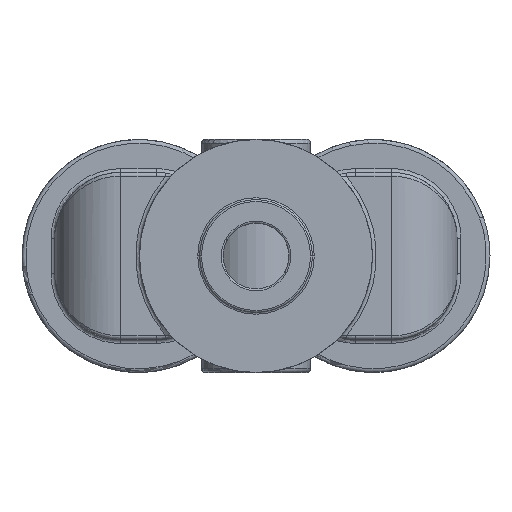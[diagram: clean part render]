
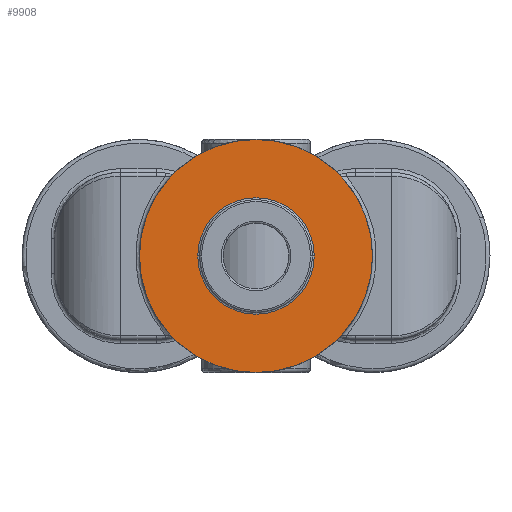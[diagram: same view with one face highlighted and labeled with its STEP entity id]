
A CAD part, front view. The second image highlights one B-rep face of the part: STEP entity #9908.
In plain terms, the highlighted planar face has unit normal (0, -1, 0).
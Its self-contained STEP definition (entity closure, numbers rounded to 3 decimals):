
#52=CARTESIAN_POINT('Axis2P3D Location',(0.,8.,0.)) ;
#9801=CARTESIAN_POINT('Vertex',(6.2,8.,0.)) ;
#9808=CARTESIAN_POINT('Vertex',(-6.2,8.,0.)) ;
#9811=CARTESIAN_POINT('Axis2P3D Location',(0.,8.,0.)) ;
#9834=CARTESIAN_POINT('Axis2P3D Location',(0.,8.,0.)) ;
#9890=CARTESIAN_POINT('Axis2P3D Location',(0.,8.,0.)) ;
#9894=CARTESIAN_POINT('Vertex',(-3.1,8.,0.)) ;
#9896=CARTESIAN_POINT('Vertex',(3.1,8.,0.)) ;
#9899=CARTESIAN_POINT('Axis2P3D Location',(0.,8.,0.)) ;
#53=DIRECTION('Axis2P3D Direction',(0.,1.,0.)) ;
#54=DIRECTION('Axis2P3D XDirection',(0.,0.,1.)) ;
#9812=DIRECTION('Axis2P3D Direction',(-0.,1.,0.)) ;
#9835=DIRECTION('Axis2P3D Direction',(-0.,1.,0.)) ;
#9891=DIRECTION('Axis2P3D Direction',(0.,1.,0.)) ;
#9900=DIRECTION('Axis2P3D Direction',(0.,1.,0.)) ;
#55=AXIS2_PLACEMENT_3D('Plane Axis2P3D',#52,#53,#54) ;
#9813=AXIS2_PLACEMENT_3D('Circle Axis2P3D',#9811,#9812,$) ;
#9836=AXIS2_PLACEMENT_3D('Circle Axis2P3D',#9834,#9835,$) ;
#9892=AXIS2_PLACEMENT_3D('Circle Axis2P3D',#9890,#9891,$) ;
#9901=AXIS2_PLACEMENT_3D('Circle Axis2P3D',#9899,#9900,$) ;
#9887=ORIENTED_EDGE('',*,*,#9815,.F.) ;
#9888=ORIENTED_EDGE('',*,*,#9838,.F.) ;
#9905=ORIENTED_EDGE('',*,*,#9898,.T.) ;
#9906=ORIENTED_EDGE('',*,*,#9903,.T.) ;
#9907=FACE_BOUND('',#9904,.T.) ;
#9908=ADVANCED_FACE('PR565B-06',(#9889,#9907),#56,.F.) ;
#9814=CIRCLE('generated circle',#9813,6.2) ;
#9837=CIRCLE('generated circle',#9836,6.2) ;
#9893=CIRCLE('generated circle',#9892,3.1) ;
#9902=CIRCLE('generated circle',#9901,3.1) ;
#9815=EDGE_CURVE('',#9809,#9802,#9814,.T.) ;
#9838=EDGE_CURVE('',#9802,#9809,#9837,.T.) ;
#9898=EDGE_CURVE('',#9895,#9897,#9893,.T.) ;
#9903=EDGE_CURVE('',#9897,#9895,#9902,.T.) ;
#9886=EDGE_LOOP('',(#9887,#9888)) ;
#9904=EDGE_LOOP('',(#9905,#9906)) ;
#9889=FACE_OUTER_BOUND('',#9886,.T.) ;
#56=PLANE('',#55) ;
#9802=VERTEX_POINT('',#9801) ;
#9809=VERTEX_POINT('',#9808) ;
#9895=VERTEX_POINT('',#9894) ;
#9897=VERTEX_POINT('',#9896) ;
